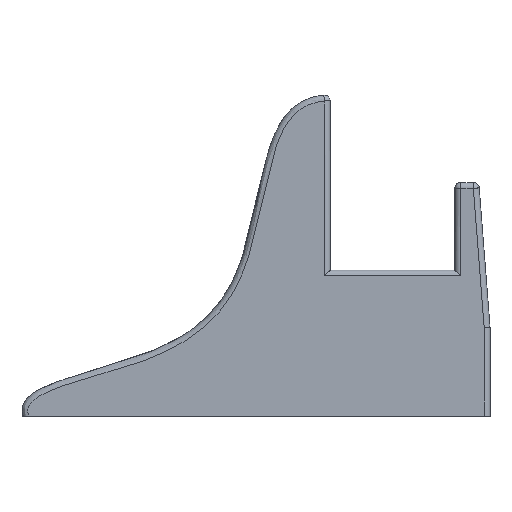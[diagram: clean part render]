
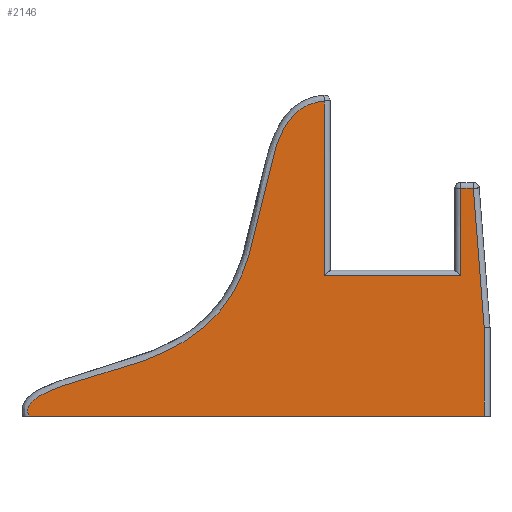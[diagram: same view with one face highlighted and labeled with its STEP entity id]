
A CAD part, top view. The second image highlights one B-rep face of the part: STEP entity #2146.
In plain terms, the highlighted planar face has unit normal (0, 0, 1).
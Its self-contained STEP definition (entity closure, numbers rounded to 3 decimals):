
#61=PLANE('',#2356);
#125=B_SPLINE_CURVE_WITH_KNOTS('',3,(#4221,#4222,#4223,#4224,#4225,#4226,
#4227,#4228,#4229,#4230,#4231,#4232,#4233,#4234,#4235,#4236,#4237,#4238,
#4239,#4240,#4241,#4242,#4243,#4244,#4245,#4246,#4247,#4248,#4249,#4250,
#4251),.UNSPECIFIED.,.F.,.F.,(4,2,1,1,1,1,1,1,1,1,1,1,1,1,1,1,1,1,1,1,1,
1,1,1,1,1,1,4),(-8.213,-8.186,-8.114,-8.042,
-8.037,-8.005,-7.969,-7.897,
-7.753,-7.608,-7.32,-7.031,
-6.453,-5.876,-5.298,-4.721,
-4.336,-3.95,-3.565,-2.988,
-2.41,-1.833,-1.255,-0.966,
-0.678,-0.389,-0.317,-0.1),
 .UNSPECIFIED.);
#219=FACE_OUTER_BOUND('',#356,.T.);
#356=EDGE_LOOP('',(#1625,#1626,#1627,#1628,#1629,#1630,#1631,#1632));
#482=LINE('',#4082,#626);
#483=LINE('',#4086,#627);
#494=LINE('',#4147,#638);
#496=LINE('',#4150,#640);
#500=LINE('',#4166,#644);
#501=LINE('',#4168,#645);
#505=LINE('',#4252,#649);
#626=VECTOR('',#2658,10.);
#627=VECTOR('',#2663,10.);
#638=VECTOR('',#2740,10.);
#640=VECTOR('',#2744,10.);
#644=VECTOR('',#2754,10.);
#645=VECTOR('',#2757,10.);
#649=VECTOR('',#2781,10.);
#935=VERTEX_POINT('',#4079);
#936=VERTEX_POINT('',#4081);
#937=VERTEX_POINT('',#4085);
#940=VERTEX_POINT('',#4092);
#943=VERTEX_POINT('',#4099);
#951=VERTEX_POINT('',#4128);
#956=VERTEX_POINT('',#4162);
#962=VERTEX_POINT('',#4220);
#1159=EDGE_CURVE('',#935,#936,#482,.T.);
#1161=EDGE_CURVE('',#936,#937,#483,.T.);
#1192=EDGE_CURVE('',#940,#951,#494,.T.);
#1194=EDGE_CURVE('',#951,#943,#496,.T.);
#1200=EDGE_CURVE('',#943,#956,#500,.T.);
#1201=EDGE_CURVE('',#937,#940,#501,.T.);
#1213=EDGE_CURVE('',#962,#935,#125,.T.);
#1214=EDGE_CURVE('',#962,#956,#505,.T.);
#1625=ORIENTED_EDGE('',*,*,#1200,.F.);
#1626=ORIENTED_EDGE('',*,*,#1194,.F.);
#1627=ORIENTED_EDGE('',*,*,#1192,.F.);
#1628=ORIENTED_EDGE('',*,*,#1201,.F.);
#1629=ORIENTED_EDGE('',*,*,#1161,.F.);
#1630=ORIENTED_EDGE('',*,*,#1159,.F.);
#1631=ORIENTED_EDGE('',*,*,#1213,.F.);
#1632=ORIENTED_EDGE('',*,*,#1214,.T.);
#2146=ADVANCED_FACE('',(#219),#61,.T.);
#2356=AXIS2_PLACEMENT_3D('',#4219,#2779,#2780);
#2658=DIRECTION('',(0.,-1.,0.));
#2663=DIRECTION('',(1.,0.,0.));
#2740=DIRECTION('',(1.,0.,0.));
#2744=DIRECTION('',(0.077,-0.997,0.));
#2754=DIRECTION('',(0.,-1.,0.));
#2757=DIRECTION('',(0.,1.,0.));
#2779=DIRECTION('center_axis',(0.,0.,1.));
#2780=DIRECTION('ref_axis',(1.,0.,0.));
#2781=DIRECTION('',(1.,0.,0.));
#4079=CARTESIAN_POINT('',(5.08,53.958,70.));
#4081=CARTESIAN_POINT('',(5.08,24.,70.));
#4082=CARTESIAN_POINT('',(5.08,26.25,70.));
#4085=CARTESIAN_POINT('',(28.416,24.,70.));
#4086=CARTESIAN_POINT('',(9.934,24.,70.));
#4092=CARTESIAN_POINT('',(28.416,39.,70.));
#4099=CARTESIAN_POINT('',(32.438,15.184,70.));
#4128=CARTESIAN_POINT('',(30.588,39.,70.));
#4147=CARTESIAN_POINT('',(11.982,39.,70.));
#4150=CARTESIAN_POINT('',(31.844,22.83,70.));
#4162=CARTESIAN_POINT('',(32.438,0.,70.));
#4166=CARTESIAN_POINT('',(32.438,13.75,70.));
#4168=CARTESIAN_POINT('',(28.416,33.75,70.));
#4219=CARTESIAN_POINT('Origin',(-7.549,27.5,70.));
#4220=CARTESIAN_POINT('',(-45.525,0.,70.));
#4221=CARTESIAN_POINT('Ctrl Pts',(-45.525,0.,
70.));
#4222=CARTESIAN_POINT('Ctrl Pts',(-45.549,0.088,
70.));
#4223=CARTESIAN_POINT('Ctrl Pts',(-45.573,0.176,70.));
#4224=CARTESIAN_POINT('Ctrl Pts',(-45.661,0.496,70.));
#4225=CARTESIAN_POINT('Ctrl Pts',(-45.738,0.979,70.));
#4226=CARTESIAN_POINT('Ctrl Pts',(-45.631,1.473,70.));
#4227=CARTESIAN_POINT('Ctrl Pts',(-45.485,1.803,70.));
#4228=CARTESIAN_POINT('Ctrl Pts',(-45.367,2.014,70.));
#4229=CARTESIAN_POINT('Ctrl Pts',(-45.09,2.387,70.));
#4230=CARTESIAN_POINT('Ctrl Pts',(-44.478,2.972,70.));
#4231=CARTESIAN_POINT('Ctrl Pts',(-43.459,3.625,70.));
#4232=CARTESIAN_POINT('Ctrl Pts',(-41.727,4.457,70.));
#4233=CARTESIAN_POINT('Ctrl Pts',(-39.461,5.278,70.));
#4234=CARTESIAN_POINT('Ctrl Pts',(-35.768,6.404,70.));
#4235=CARTESIAN_POINT('Ctrl Pts',(-31.149,7.691,70.));
#4236=CARTESIAN_POINT('Ctrl Pts',(-25.641,9.47,70.));
#4237=CARTESIAN_POINT('Ctrl Pts',(-20.339,11.769,70.));
#4238=CARTESIAN_POINT('Ctrl Pts',(-16.016,14.595,70.));
#4239=CARTESIAN_POINT('Ctrl Pts',(-12.817,17.777,70.));
#4240=CARTESIAN_POINT('Ctrl Pts',(-10.591,20.934,70.));
#4241=CARTESIAN_POINT('Ctrl Pts',(-8.597,24.974,70.));
#4242=CARTESIAN_POINT('Ctrl Pts',(-7.026,29.874,70.));
#4243=CARTESIAN_POINT('Ctrl Pts',(-5.789,35.507,70.));
#4244=CARTESIAN_POINT('Ctrl Pts',(-4.66,41.172,70.));
#4245=CARTESIAN_POINT('Ctrl Pts',(-3.442,45.838,70.));
#4246=CARTESIAN_POINT('Ctrl Pts',(-1.874,49.363,70.));
#4247=CARTESIAN_POINT('Ctrl Pts',(-0.188,51.743,70.));
#4248=CARTESIAN_POINT('Ctrl Pts',(1.608,53.019,70.));
#4249=CARTESIAN_POINT('Ctrl Pts',(3.409,53.712,70.));
#4250=CARTESIAN_POINT('Ctrl Pts',(4.36,53.895,70.));
#4251=CARTESIAN_POINT('Ctrl Pts',(5.08,53.958,70.));
#4252=CARTESIAN_POINT('',(-46.562,0.,70.));
